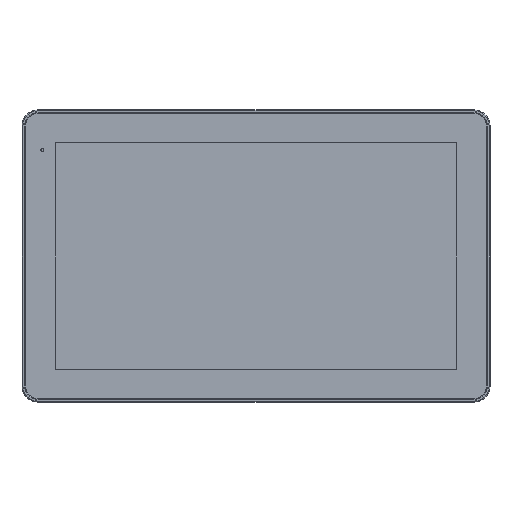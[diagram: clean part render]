
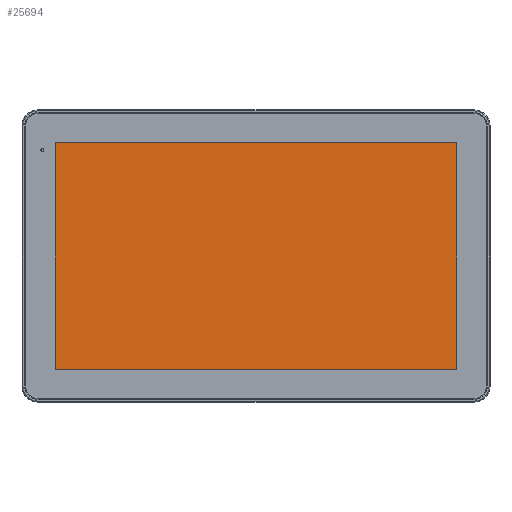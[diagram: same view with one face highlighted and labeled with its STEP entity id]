
A CAD part, front view. The second image highlights one B-rep face of the part: STEP entity #25694.
In plain terms, the highlighted planar face has unit normal (0, -1, 0).
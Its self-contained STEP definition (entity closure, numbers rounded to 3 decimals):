
#89 = CARTESIAN_POINT ( 'NONE',  ( 204.48, 3.6, 412.35 ) ) ;
#249 = AXIS2_PLACEMENT_3D ( 'NONE', #15465, #473, #17775 ) ;
#473 = DIRECTION ( 'NONE',  ( 0., 1., 0. ) ) ;
#2321 = DIRECTION ( 'NONE',  ( 1., 0., 0. ) ) ;
#2794 = PLANE ( 'NONE',  #249 ) ;
#4171 = LINE ( 'NONE', #29023, #8304 ) ;
#4660 = CARTESIAN_POINT ( 'NONE',  ( -204.48, 3.6, 412.35 ) ) ;
#5700 = LINE ( 'NONE', #14828, #19796 ) ;
#5776 = EDGE_LOOP ( 'NONE', ( #25886, #9914, #9897, #7449 ) ) ;
#5968 = CARTESIAN_POINT ( 'NONE',  ( 204.48, 3.6, 182.31 ) ) ;
#6468 = DIRECTION ( 'NONE',  ( -1., 0., 0. ) ) ;
#7449 = ORIENTED_EDGE ( 'NONE', *, *, #12513, .T. ) ;
#8304 = VECTOR ( 'NONE', #6468, 1000. ) ;
#9897 = ORIENTED_EDGE ( 'NONE', *, *, #27257, .T. ) ;
#9914 = ORIENTED_EDGE ( 'NONE', *, *, #23002, .T. ) ;
#12513 = EDGE_CURVE ( 'NONE', #18151, #20246, #13884, .T. ) ;
#13449 = VERTEX_POINT ( 'NONE', #25336 ) ;
#13884 = LINE ( 'NONE', #5968, #26455 ) ;
#14379 = VECTOR ( 'NONE', #17371, 1000. ) ;
#14677 = VERTEX_POINT ( 'NONE', #4660 ) ;
#14828 = CARTESIAN_POINT ( 'NONE',  ( 204.48, 3.6, 182.31 ) ) ;
#15465 = CARTESIAN_POINT ( 'NONE',  ( 0., 3.6, 297.33 ) ) ;
#17371 = DIRECTION ( 'NONE',  ( 0., 0., -1. ) ) ;
#17775 = DIRECTION ( 'NONE',  ( 0., 0., 1. ) ) ;
#18102 = FACE_OUTER_BOUND ( 'NONE', #5776, .T. ) ;
#18151 = VERTEX_POINT ( 'NONE', #25564 ) ;
#19796 = VECTOR ( 'NONE', #2321, 1000. ) ;
#20246 = VERTEX_POINT ( 'NONE', #89 ) ;
#23002 = EDGE_CURVE ( 'NONE', #14677, #13449, #27229, .T. ) ;
#23246 = CARTESIAN_POINT ( 'NONE',  ( -204.48, 3.6, 182.31 ) ) ;
#23919 = DIRECTION ( 'NONE',  ( 0., 0., 1. ) ) ;
#25336 = CARTESIAN_POINT ( 'NONE',  ( -204.48, 3.6, 182.31 ) ) ;
#25564 = CARTESIAN_POINT ( 'NONE',  ( 204.48, 3.6, 182.31 ) ) ;
#25694 = ADVANCED_FACE ( 'NONE', ( #18102 ), #2794, .F. ) ;
#25886 = ORIENTED_EDGE ( 'NONE', *, *, #27606, .T. ) ;
#26455 = VECTOR ( 'NONE', #23919, 1000. ) ;
#27229 = LINE ( 'NONE', #23246, #14379 ) ;
#27257 = EDGE_CURVE ( 'NONE', #13449, #18151, #5700, .T. ) ;
#27606 = EDGE_CURVE ( 'NONE', #20246, #14677, #4171, .T. ) ;
#29023 = CARTESIAN_POINT ( 'NONE',  ( 204.48, 3.6, 412.35 ) ) ;
